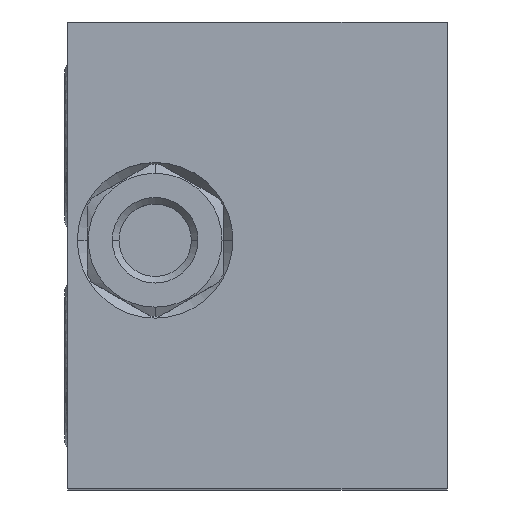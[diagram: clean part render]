
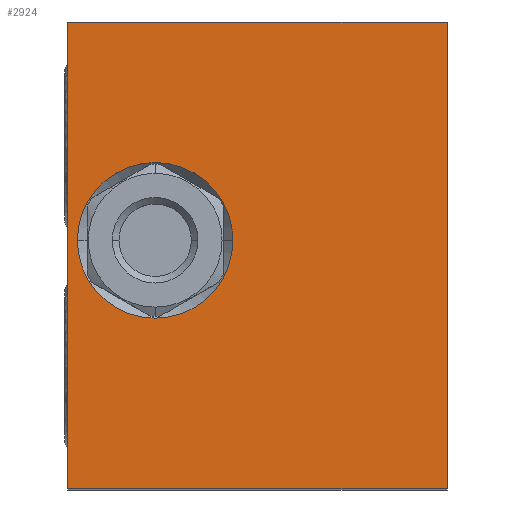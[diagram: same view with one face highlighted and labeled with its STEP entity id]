
A CAD part, top view. The second image highlights one B-rep face of the part: STEP entity #2924.
In plain terms, the highlighted planar face has unit normal (0, 0, 1).
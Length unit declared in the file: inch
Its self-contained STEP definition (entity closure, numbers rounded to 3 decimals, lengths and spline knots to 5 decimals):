
#173=DIRECTION('',(0.,-1.,0.));
#174=VECTOR('',#173,3.);
#175=CARTESIAN_POINT('',(0.,0.,4.));
#176=LINE('',#175,#174);
#177=DIRECTION('',(-1.,0.,0.));
#178=VECTOR('',#177,2.438);
#179=CARTESIAN_POINT('',(2.438,0.,4.));
#180=LINE('',#179,#178);
#181=DIRECTION('',(0.,1.,0.));
#182=VECTOR('',#181,3.);
#183=CARTESIAN_POINT('',(2.438,-3.,4.));
#184=LINE('',#183,#182);
#185=DIRECTION('',(1.,0.,0.));
#186=VECTOR('',#185,2.438);
#187=CARTESIAN_POINT('',(0.,-3.,4.));
#188=LINE('',#187,#186);
#189=CARTESIAN_POINT('',(0.562,-1.403,4.));
#190=DIRECTION('',(0.,0.,-1.));
#191=DIRECTION('',(-1.,0.,0.));
#192=AXIS2_PLACEMENT_3D('',#189,#190,#191);
#194=CARTESIAN_POINT('',(0.562,-1.403,4.));
#195=DIRECTION('',(0.,0.,-1.));
#196=DIRECTION('',(1.,0.,0.));
#197=AXIS2_PLACEMENT_3D('',#194,#195,#196);
#2375=CARTESIAN_POINT('',(0.,0.,4.));
#2376=CARTESIAN_POINT('',(0.,-3.,4.));
#2377=VERTEX_POINT('',#2375);
#2378=VERTEX_POINT('',#2376);
#2379=CARTESIAN_POINT('',(2.438,-3.,4.));
#2380=VERTEX_POINT('',#2379);
#2381=CARTESIAN_POINT('',(2.438,0.,4.));
#2382=VERTEX_POINT('',#2381);
#2723=CARTESIAN_POINT('',(0.062,-1.403,4.));
#2724=VERTEX_POINT('',#2723);
#2725=CARTESIAN_POINT('',(1.062,-1.403,4.));
#2726=VERTEX_POINT('',#2725);
#2907=CARTESIAN_POINT('',(0.,0.,4.));
#2908=DIRECTION('',(0.,0.,1.));
#2909=DIRECTION('',(1.,0.,0.));
#2910=AXIS2_PLACEMENT_3D('',#2907,#2908,#2909);
#2911=PLANE('',#2910);
#2912=ORIENTED_EDGE('',*,*,#2775,.F.);
#2913=ORIENTED_EDGE('',*,*,#2826,.F.);
#2914=ORIENTED_EDGE('',*,*,#2846,.F.);
#2915=ORIENTED_EDGE('',*,*,#2895,.F.);
#2916=EDGE_LOOP('',(#2912,#2913,#2914,#2915));
#2917=FACE_OUTER_BOUND('',#2916,.F.);
#2919=ORIENTED_EDGE('',*,*,#2918,.F.);
#2921=ORIENTED_EDGE('',*,*,#2920,.F.);
#2922=EDGE_LOOP('',(#2919,#2921));
#2923=FACE_BOUND('',#2922,.F.);
#2924=ADVANCED_FACE('',(#2917,#2923),#2911,.T.);
#193=CIRCLE('',#192,0.5);
#198=CIRCLE('',#197,0.5);
#2775=EDGE_CURVE('',#2377,#2378,#176,.T.);
#2826=EDGE_CURVE('',#2382,#2377,#180,.T.);
#2846=EDGE_CURVE('',#2380,#2382,#184,.T.);
#2895=EDGE_CURVE('',#2378,#2380,#188,.T.);
#2918=EDGE_CURVE('',#2724,#2726,#193,.T.);
#2920=EDGE_CURVE('',#2726,#2724,#198,.T.);
